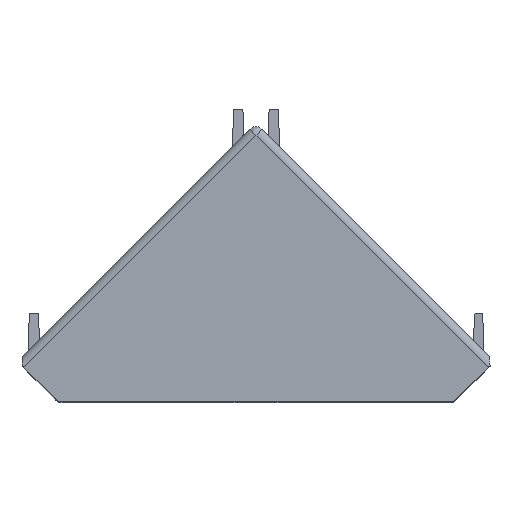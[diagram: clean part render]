
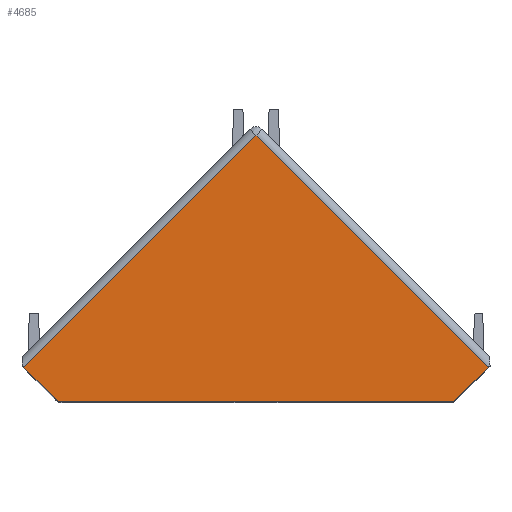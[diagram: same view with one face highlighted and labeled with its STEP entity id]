
A CAD part, top view. The second image highlights one B-rep face of the part: STEP entity #4685.
In plain terms, the highlighted planar face has unit normal (0, 0.009, 1).
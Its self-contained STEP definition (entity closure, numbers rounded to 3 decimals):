
#41 = EDGE_CURVE ( 'NONE', #6177, #4138, #5283, .T. ) ;
#48 = CARTESIAN_POINT ( 'NONE',  ( -26.874, 4.013, 19.965 ) ) ;
#52 = EDGE_CURVE ( 'NONE', #4138, #4593, #5156, .T. ) ;
#53 = EDGE_CURVE ( 'NONE', #4593, #4921, #5496, .T. ) ;
#116 = ORIENTED_EDGE ( 'NONE', *, *, #52, .T. ) ;
#538 = CARTESIAN_POINT ( 'NONE',  ( 0., 30.887, 19.73 ) ) ;
#845 = DIRECTION ( 'NONE',  ( -0.707, 0.707, -0.006 ) ) ;
#873 = CARTESIAN_POINT ( 'NONE',  ( 26.874, 4.013, 19.965 ) ) ;
#1348 = CARTESIAN_POINT ( 'NONE',  ( 0., 30.887, 19.73 ) ) ;
#1365 = DIRECTION ( 'NONE',  ( 0.707, 0.707, -0.006 ) ) ;
#1377 = CARTESIAN_POINT ( 'NONE',  ( 22.862, 0., 20. ) ) ;
#1382 = DIRECTION ( 'NONE',  ( 1., 0., 0. ) ) ;
#1412 = PLANE ( 'NONE',  #5410 ) ;
#1423 = DIRECTION ( 'NONE',  ( 0.707, -0.707, 0.006 ) ) ;
#1427 = CARTESIAN_POINT ( 'NONE',  ( -26.874, 4.013, 19.965 ) ) ;
#1435 = CARTESIAN_POINT ( 'NONE',  ( -22.862, 0., 20. ) ) ;
#1712 = CARTESIAN_POINT ( 'NONE',  ( -22.862, 0., 20. ) ) ;
#1922 = EDGE_LOOP ( 'NONE', ( #3320, #116, #2748, #5808, #5522 ) ) ;
#2538 = EDGE_CURVE ( 'NONE', #4921, #3972, #4503, .T. ) ;
#2748 = ORIENTED_EDGE ( 'NONE', *, *, #53, .T. ) ;
#2765 = EDGE_CURVE ( 'NONE', #3972, #6177, #5273, .T. ) ;
#2829 = DIRECTION ( 'NONE',  ( 0., -1., 0.009 ) ) ;
#2859 = CARTESIAN_POINT ( 'NONE',  ( -22.862, 0., 20. ) ) ;
#3028 = DIRECTION ( 'NONE',  ( 0., 0.009, 1. ) ) ;
#3046 = VECTOR ( 'NONE', #845, 1000. ) ;
#3320 = ORIENTED_EDGE ( 'NONE', *, *, #41, .T. ) ;
#3411 = CARTESIAN_POINT ( 'NONE',  ( 22.862, 0., 20. ) ) ;
#3903 = FACE_OUTER_BOUND ( 'NONE', #1922, .T. ) ;
#3972 = VERTEX_POINT ( 'NONE', #538 ) ;
#4091 = CARTESIAN_POINT ( 'NONE',  ( 26.874, 4.013, 19.965 ) ) ;
#4138 = VERTEX_POINT ( 'NONE', #1712 ) ;
#4503 = LINE ( 'NONE', #873, #3046 ) ;
#4593 = VERTEX_POINT ( 'NONE', #3411 ) ;
#4685 = ADVANCED_FACE ( 'NONE', ( #3903 ), #1412, .T. ) ;
#4921 = VERTEX_POINT ( 'NONE', #4091 ) ;
#5156 = LINE ( 'NONE', #1435, #5500 ) ;
#5273 = LINE ( 'NONE', #1348, #5382 ) ;
#5283 = LINE ( 'NONE', #1427, #5700 ) ;
#5382 = VECTOR ( 'NONE', #5671, 1000. ) ;
#5410 = AXIS2_PLACEMENT_3D ( 'NONE', #2859, #3028, #2829 ) ;
#5496 = LINE ( 'NONE', #1377, #6214 ) ;
#5500 = VECTOR ( 'NONE', #1382, 1000. ) ;
#5522 = ORIENTED_EDGE ( 'NONE', *, *, #2765, .T. ) ;
#5671 = DIRECTION ( 'NONE',  ( -0.707, -0.707, 0.006 ) ) ;
#5700 = VECTOR ( 'NONE', #1423, 1000. ) ;
#5808 = ORIENTED_EDGE ( 'NONE', *, *, #2538, .T. ) ;
#6177 = VERTEX_POINT ( 'NONE', #48 ) ;
#6214 = VECTOR ( 'NONE', #1365, 1000. ) ;
